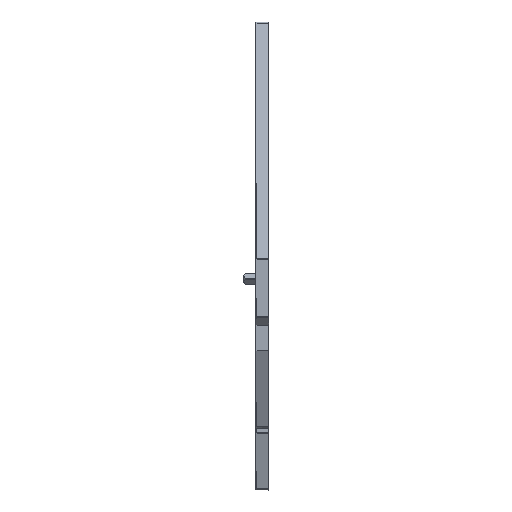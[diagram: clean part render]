
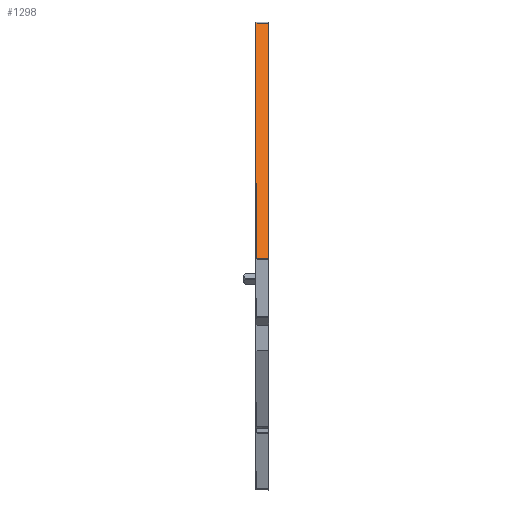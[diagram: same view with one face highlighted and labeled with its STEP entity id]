
A CAD part, top view. The second image highlights one B-rep face of the part: STEP entity #1298.
In plain terms, the highlighted planar face has unit normal (0, 0.469, 0.883).
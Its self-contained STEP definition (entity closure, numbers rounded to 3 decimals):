
#1278=AXIS2_PLACEMENT_3D('Plane Axis2P3D',#1275,#1276,#1277) ;
#514=CARTESIAN_POINT('Vertex',(3.,53.666,53.275)) ;
#517=CARTESIAN_POINT('Line Origine',(3.,81.093,38.692)) ;
#521=CARTESIAN_POINT('Vertex',(3.,108.519,24.109)) ;
#1260=CARTESIAN_POINT('Vertex',(6.,53.666,53.275)) ;
#1263=CARTESIAN_POINT('Line Origine',(5.11,53.666,53.275)) ;
#1275=CARTESIAN_POINT('Axis2P3D Location',(-3.1,108.519,24.109)) ;
#1280=CARTESIAN_POINT('Line Origine',(4.5,108.519,24.109)) ;
#1284=CARTESIAN_POINT('Vertex',(6.,108.519,24.109)) ;
#1287=CARTESIAN_POINT('Line Origine',(6.,81.093,38.692)) ;
#518=DIRECTION('Vector Direction',(0.,-0.883,0.469)) ;
#1264=DIRECTION('Vector Direction',(-1.,0.,0.)) ;
#1276=DIRECTION('Axis2P3D Direction',(0.,0.469,0.883)) ;
#1277=DIRECTION('Axis2P3D XDirection',(0.,-0.883,0.469)) ;
#1281=DIRECTION('Vector Direction',(1.,0.,0.)) ;
#1288=DIRECTION('Vector Direction',(0.,-0.883,0.469)) ;
#519=VECTOR('Line Direction',#518,1.) ;
#1265=VECTOR('Line Direction',#1264,1.) ;
#1282=VECTOR('Line Direction',#1281,1.) ;
#1289=VECTOR('Line Direction',#1288,1.) ;
#1293=ORIENTED_EDGE('',*,*,#1286,.F.) ;
#1294=ORIENTED_EDGE('',*,*,#523,.F.) ;
#1295=ORIENTED_EDGE('',*,*,#1267,.T.) ;
#1296=ORIENTED_EDGE('',*,*,#1291,.F.) ;
#1298=ADVANCED_FACE('AEP_ITB_4_BB_PLM001785',(#1297),#1279,.T.) ;
#523=EDGE_CURVE('',#515,#522,#520,.F.) ;
#1267=EDGE_CURVE('',#515,#1261,#1266,.F.) ;
#1286=EDGE_CURVE('',#522,#1285,#1283,.T.) ;
#1291=EDGE_CURVE('',#1285,#1261,#1290,.T.) ;
#1292=EDGE_LOOP('',(#1293,#1294,#1295,#1296)) ;
#1297=FACE_OUTER_BOUND('',#1292,.T.) ;
#520=LINE('Line',#517,#519) ;
#1266=LINE('Line',#1263,#1265) ;
#1283=LINE('Line',#1280,#1282) ;
#1290=LINE('Line',#1287,#1289) ;
#1279=PLANE('',#1278) ;
#515=VERTEX_POINT('',#514) ;
#522=VERTEX_POINT('',#521) ;
#1261=VERTEX_POINT('',#1260) ;
#1285=VERTEX_POINT('',#1284) ;
